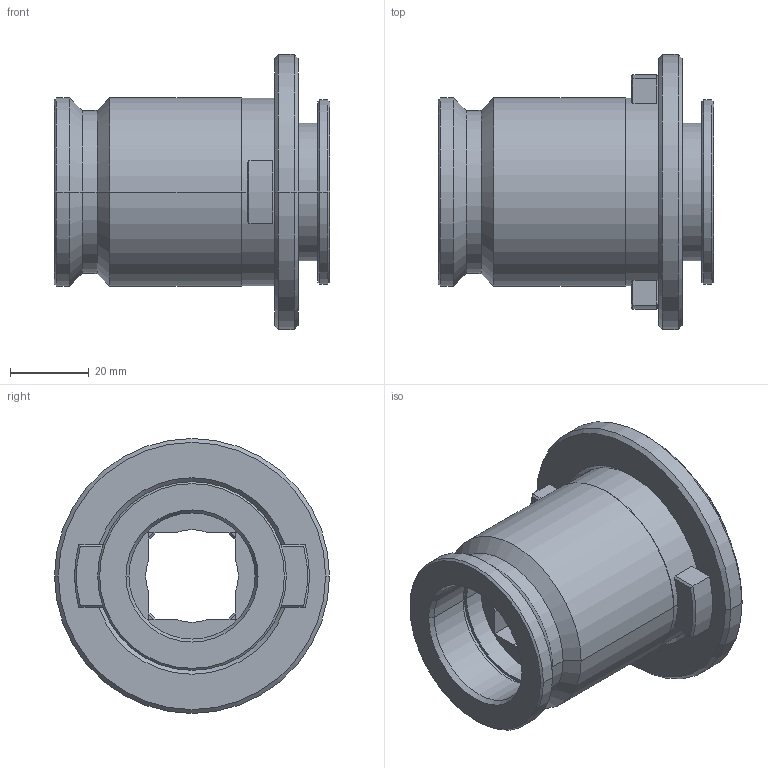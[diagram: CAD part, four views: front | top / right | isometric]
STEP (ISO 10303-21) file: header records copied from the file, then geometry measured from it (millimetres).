
FILE_DESCRIPTION((''),'2;1');
FILE_NAME('WER-3-28_58X51_41_ASM','2021-12-25T10:42:47',('BILZ.DESIGN'),(''),'CREO PARAMETRIC BY PTC INC, 2021304','CREO PARAMETRIC BY PTC INC, 2021304','');
FILE_SCHEMA(('CONFIG_CONTROL_DESIGN'));
Length unit declared in the file: millimetre
Products named in the file (4): WER301-POS09; WER302-POS07; WE303-RING; WER-3-28_58X51_41_ASM
Assembly tree (3 placements, depth 2):
  WER-3-28_58X51_41_ASM
    WER301-POS09
    WER302-POS07
    WE303-RING
Bounding box: 70 x 70 x 70 mm (x, y, z)
Volume: 85058.2 mm3; surface area: 33039.7 mm2
Topology: 3 solids, 4 shells, 106 faces, 238 edges, 146 vertices
Faces by surface type: plane 38, cylinder 36, cone 32
Entity records: 3136 total; most frequent: CARTESIAN_POINT 595, DIRECTION 558, ORIENTED_EDGE 472, EDGE_CURVE 238, AXIS2_PLACEMENT_3D 223, VERTEX_POINT 146, EDGE_LOOP 120, VECTOR 112
